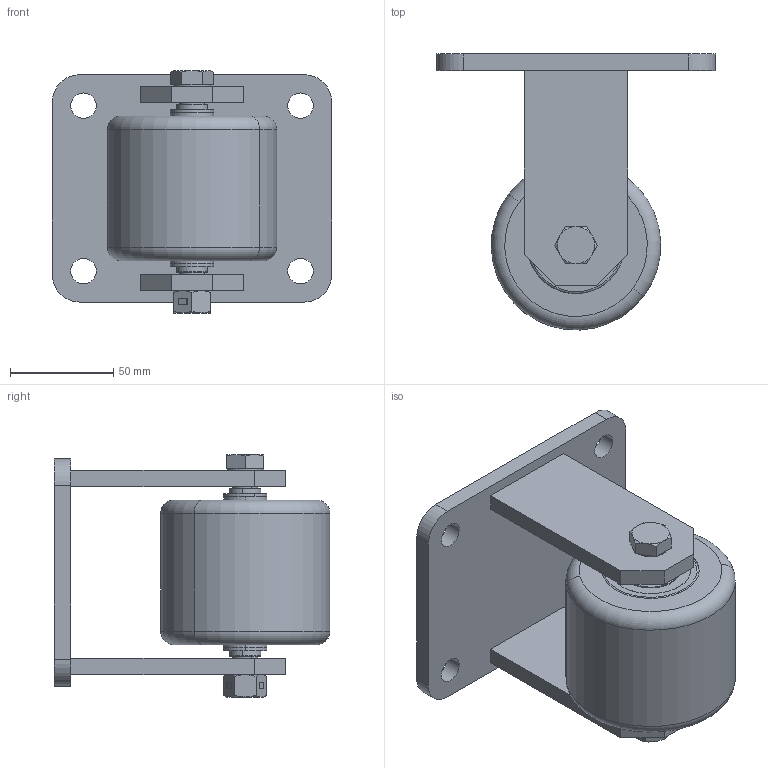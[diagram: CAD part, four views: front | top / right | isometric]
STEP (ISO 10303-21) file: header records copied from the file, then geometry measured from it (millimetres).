
FILE_DESCRIPTION (( 'STEP AP214' ), '1' );
FILE_NAME ('0012668.step', '2021-04-06T09:50:12', ( '' ), ( '' ), 'SwSTEP 2.0', 'SolidWorks 2020', '' );
FILE_SCHEMA (( 'AUTOMOTIVE_DESIGN' ));
Length unit declared in the file: millimetre
Products named in the file (1): 0012668
Bounding box: 135 x 133.45 x 117.5 mm (x, y, z)
Surface area: 113246.6 mm2 (no closed solid volume)
Topology: 0 solids, 18 shells, 192 faces, 432 edges, 272 vertices
Faces by surface type: plane 78, cylinder 64, torus 26, cone 24
Entity records: 7768 total; most frequent: CARTESIAN_POINT 1105, DIRECTION 1000, ORIENTED_EDGE 832, EDGE_CURVE 432, AXIS2_PLACEMENT_3D 411, VERTEX_POINT 272, EDGE_LOOP 228, CIRCLE 218
